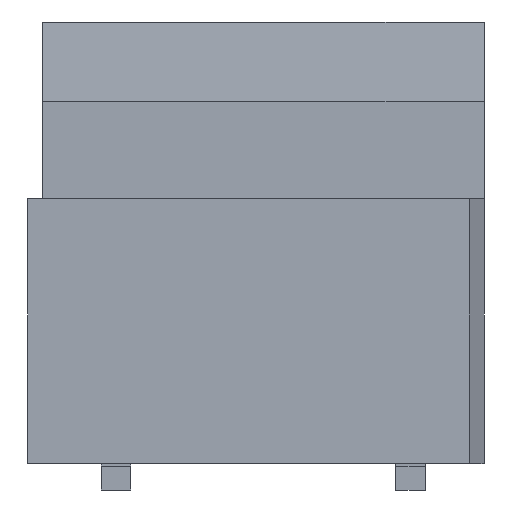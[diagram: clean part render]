
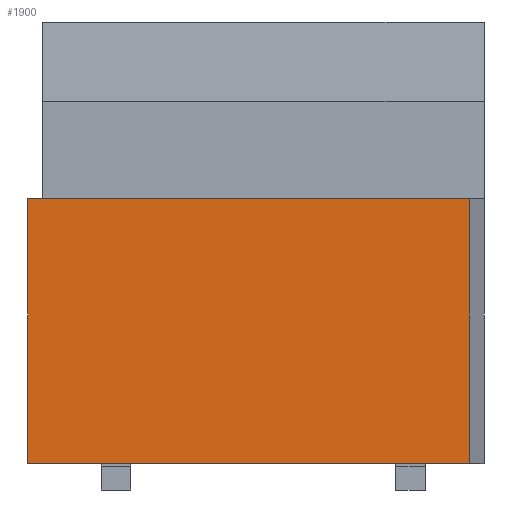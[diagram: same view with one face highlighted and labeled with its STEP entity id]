
A CAD part, front view. The second image highlights one B-rep face of the part: STEP entity #1900.
In plain terms, the highlighted planar face has unit normal (0, -1, 0).
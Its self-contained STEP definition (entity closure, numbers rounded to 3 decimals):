
#334=DIRECTION('',(1.,0.,0.));
#335=VECTOR('',#334,15.);
#336=CARTESIAN_POINT('',(-8.,-4.5,-15.));
#337=LINE('',#336,#335);
#390=DIRECTION('',(0.,0.,-1.));
#391=VECTOR('',#390,9.);
#392=CARTESIAN_POINT('',(-8.,-4.5,-6.));
#393=LINE('',#392,#391);
#394=DIRECTION('',(1.,0.,0.));
#395=VECTOR('',#394,15.);
#396=CARTESIAN_POINT('',(-8.,-4.5,-6.));
#397=LINE('',#396,#395);
#398=DIRECTION('',(0.,0.,-1.));
#399=VECTOR('',#398,9.);
#400=CARTESIAN_POINT('',(7.,-4.5,-6.));
#401=LINE('',#400,#399);
#1444=CARTESIAN_POINT('',(7.,-4.5,-6.));
#1445=VERTEX_POINT('',#1444);
#1446=CARTESIAN_POINT('',(7.,-4.5,-15.));
#1447=VERTEX_POINT('',#1446);
#1463=CARTESIAN_POINT('',(-8.,-4.5,-6.));
#1465=VERTEX_POINT('',#1463);
#1471=CARTESIAN_POINT('',(-8.,-4.5,-15.));
#1473=VERTEX_POINT('',#1471);
#1888=CARTESIAN_POINT('',(-7.5,-4.5,-6.));
#1889=DIRECTION('',(0.,-1.,0.));
#1890=DIRECTION('',(0.,0.,-1.));
#1891=AXIS2_PLACEMENT_3D('',#1888,#1889,#1890);
#1892=PLANE('',#1891);
#1893=ORIENTED_EDGE('',*,*,#1827,.F.);
#1894=ORIENTED_EDGE('',*,*,#1881,.F.);
#1895=ORIENTED_EDGE('',*,*,#1694,.T.);
#1897=ORIENTED_EDGE('',*,*,#1896,.T.);
#1898=EDGE_LOOP('',(#1893,#1894,#1895,#1897));
#1899=FACE_OUTER_BOUND('',#1898,.F.);
#1694=EDGE_CURVE('',#1465,#1445,#397,.T.);
#1827=EDGE_CURVE('',#1473,#1447,#337,.T.);
#1881=EDGE_CURVE('',#1465,#1473,#393,.T.);
#1896=EDGE_CURVE('',#1445,#1447,#401,.T.);
#1900=ADVANCED_FACE('',(#1899),#1892,.T.);
